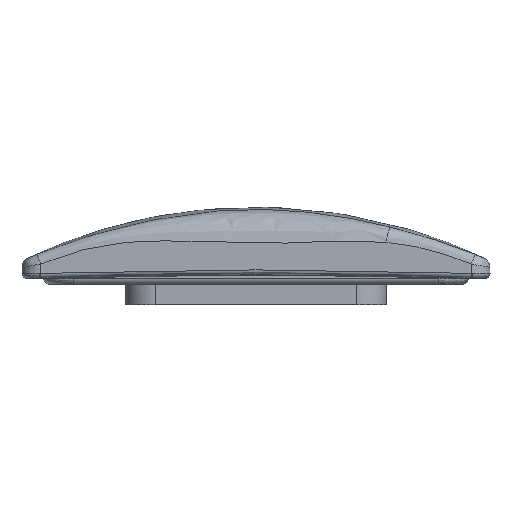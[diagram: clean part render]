
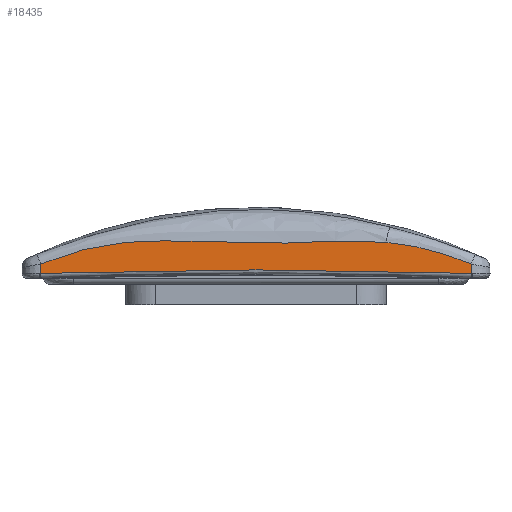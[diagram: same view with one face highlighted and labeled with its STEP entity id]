
A CAD part, left-side view. The second image highlights one B-rep face of the part: STEP entity #18435.
In plain terms, the highlighted planar face has unit normal (-1, 0, 0.026).
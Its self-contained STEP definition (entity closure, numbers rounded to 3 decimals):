
#59 = EDGE_CURVE ( 'NONE', #5446, #10677, #14870, .T. ) ;
#372 = VECTOR ( 'NONE', #14418, 1000. ) ;
#566 = B_SPLINE_CURVE_WITH_KNOTS ( 'NONE', 5,
 ( #15119, #8320, #12486, #3844, #13802, #5347, #15184, #6875, #16664, #8388, #18078, #9790, #983, #11206, #2422, #12547, #3916, #13861, #5419, #15249, #6944, #16724, #8455, #18145, #9854, #1052, #11258 ),
 .UNSPECIFIED., .F., .F.,
 ( 6, 3, 3, 3, 3, 3, 3, 3, 6 ),
 ( 0., 0.073, 0.188, 0.256, 0.413, 0.56, 0.705, 0.789, 1. ),
 .UNSPECIFIED. ) ;
#983 = CARTESIAN_POINT ( 'NONE',  ( -39.556, 16.074, 3.316 ) ) ;
#1052 = CARTESIAN_POINT ( 'NONE',  ( -39.557, -19.481, 3.288 ) ) ;
#1073 = AXIS2_PLACEMENT_3D ( 'NONE', #14806, #16272, #7996 ) ;
#2167 = CARTESIAN_POINT ( 'NONE',  ( -39.689, -21.905, -1.757 ) ) ;
#2422 = CARTESIAN_POINT ( 'NONE',  ( -39.562, 8.862, 3.067 ) ) ;
#2485 = CARTESIAN_POINT ( 'NONE',  ( -39.689, 21.905, -1.757 ) ) ;
#2682 = ORIENTED_EDGE ( 'NONE', *, *, #59, .F. ) ;
#3802 = EDGE_CURVE ( 'NONE', #5741, #17371, #6541, .T. ) ;
#3832 = ORIENTED_EDGE ( 'NONE', *, *, #11228, .F. ) ;
#3844 = CARTESIAN_POINT ( 'NONE',  ( -39.637, 34.291, 0.223 ) ) ;
#3916 = CARTESIAN_POINT ( 'NONE',  ( -39.568, 3.759, 2.835 ) ) ;
#5347 = CARTESIAN_POINT ( 'NONE',  ( -39.6, 30.074, 1.623 ) ) ;
#5419 = CARTESIAN_POINT ( 'NONE',  ( -39.57, -1.258, 2.792 ) ) ;
#5446 = VERTEX_POINT ( 'NONE', #8797 ) ;
#5582 = CARTESIAN_POINT ( 'NONE',  ( -39.66, -36.5, -0.646 ) ) ;
#5673 = CARTESIAN_POINT ( 'NONE',  ( -39.701, 36.5, -2.225 ) ) ;
#5741 = VERTEX_POINT ( 'NONE', #16631 ) ;
#6541 = B_SPLINE_CURVE_WITH_KNOTS ( 'NONE', 5,
 ( #11047, #11069, #11020, #11007, #10987, #10979, #10963, #10956, #10943 ),
 .UNSPECIFIED., .F., .F.,
 ( 6, 3, 6 ),
 ( 0., 0.389, 1. ),
 .UNSPECIFIED. ) ;
#6875 = CARTESIAN_POINT ( 'NONE',  ( -39.578, 26.514, 2.46 ) ) ;
#6944 = CARTESIAN_POINT ( 'NONE',  ( -39.565, -6.528, 2.964 ) ) ;
#7358 = CARTESIAN_POINT ( 'NONE',  ( -39.66, 36.5, -0.646 ) ) ;
#7817 = EDGE_CURVE ( 'NONE', #17371, #5446, #10662, .T. ) ;
#7996 = DIRECTION ( 'NONE',  ( -0.026, 0., -1. ) ) ;
#8153 = ORIENTED_EDGE ( 'NONE', *, *, #17733, .F. ) ;
#8320 = CARTESIAN_POINT ( 'NONE',  ( -39.652, 35.798, -0.362 ) ) ;
#8388 = CARTESIAN_POINT ( 'NONE',  ( -39.567, 23.449, 2.906 ) ) ;
#8455 = CARTESIAN_POINT ( 'NONE',  ( -39.56, -10.926, 3.174 ) ) ;
#8797 = CARTESIAN_POINT ( 'NONE',  ( -39.701, -36.5, -2.225 ) ) ;
#9505 = PLANE ( 'NONE',  #1073 ) ;
#9790 = CARTESIAN_POINT ( 'NONE',  ( -39.556, 17.97, 3.31 ) ) ;
#9854 = CARTESIAN_POINT ( 'NONE',  ( -39.555, -16.929, 3.365 ) ) ;
#9960 = EDGE_LOOP ( 'NONE', ( #17995, #14848, #8153, #3832, #2682 ) ) ;
#10543 = CARTESIAN_POINT ( 'NONE',  ( -39.701, -36.5, -2.225 ) ) ;
#10662 = LINE ( 'NONE', #14529, #372 ) ;
#10677 = VERTEX_POINT ( 'NONE', #16951 ) ;
#10943 = CARTESIAN_POINT ( 'NONE',  ( -39.66, -36.5, -0.646 ) ) ;
#10956 = CARTESIAN_POINT ( 'NONE',  ( -39.644, -35.009, -0.043 ) ) ;
#10963 = CARTESIAN_POINT ( 'NONE',  ( -39.627, -33.346, 0.599 ) ) ;
#10979 = CARTESIAN_POINT ( 'NONE',  ( -39.611, -31.604, 1.197 ) ) ;
#10987 = CARTESIAN_POINT ( 'NONE',  ( -39.589, -28.656, 2.032 ) ) ;
#11007 = CARTESIAN_POINT ( 'NONE',  ( -39.574, -25.607, 2.611 ) ) ;
#11020 = CARTESIAN_POINT ( 'NONE',  ( -39.57, -24.42, 2.793 ) ) ;
#11047 = CARTESIAN_POINT ( 'NONE',  ( -39.563, -22.04, 3.05 ) ) ;
#11069 = CARTESIAN_POINT ( 'NONE',  ( -39.566, -23.227, 2.939 ) ) ;
#11206 = CARTESIAN_POINT ( 'NONE',  ( -39.558, 12.436, 3.238 ) ) ;
#11228 = EDGE_CURVE ( 'NONE', #10677, #15616, #14431, .T. ) ;
#11258 = CARTESIAN_POINT ( 'NONE',  ( -39.563, -22.04, 3.05 ) ) ;
#11428 = FACE_OUTER_BOUND ( 'NONE', #9960, .T. ) ;
#11909 = CARTESIAN_POINT ( 'NONE',  ( -39.5, 36.5, 5.45 ) ) ;
#11926 = DIRECTION ( 'NONE',  ( 0.026, 0., 1. ) ) ;
#12486 = CARTESIAN_POINT ( 'NONE',  ( -39.645, 35.061, -0.071 ) ) ;
#12547 = CARTESIAN_POINT ( 'NONE',  ( -39.565, 7.145, 2.98 ) ) ;
#13802 = CARTESIAN_POINT ( 'NONE',  ( -39.618, 32.245, 0.961 ) ) ;
#13861 = CARTESIAN_POINT ( 'NONE',  ( -39.57, 0.4, 2.785 ) ) ;
#14418 = DIRECTION ( 'NONE',  ( -0.026, 0., -1. ) ) ;
#14431 = LINE ( 'NONE', #11909, #18459 ) ;
#14529 = CARTESIAN_POINT ( 'NONE',  ( -39.5, -36.5, 5.45 ) ) ;
#14742 = CARTESIAN_POINT ( 'NONE',  ( -39.683, -7.303, -1.523 ) ) ;
#14806 = CARTESIAN_POINT ( 'NONE',  ( -39.5, 60.95, 5.45 ) ) ;
#14848 = ORIENTED_EDGE ( 'NONE', *, *, #3802, .F. ) ;
#14870 = B_SPLINE_CURVE_WITH_KNOTS ( 'NONE', 5,
 ( #10543, #2167, #14742, #14970, #2485, #5673 ),
 .UNSPECIFIED., .F., .F.,
 ( 6, 6 ),
 ( 0., 1. ),
 .UNSPECIFIED. ) ;
#14970 = CARTESIAN_POINT ( 'NONE',  ( -39.683, 7.302, -1.523 ) ) ;
#15119 = CARTESIAN_POINT ( 'NONE',  ( -39.66, 36.5, -0.646 ) ) ;
#15184 = CARTESIAN_POINT ( 'NONE',  ( -39.591, 28.715, 1.98 ) ) ;
#15249 = CARTESIAN_POINT ( 'NONE',  ( -39.568, -3.885, 2.854 ) ) ;
#15616 = VERTEX_POINT ( 'NONE', #7358 ) ;
#16272 = DIRECTION ( 'NONE',  ( 1., 0., -0.026 ) ) ;
#16631 = CARTESIAN_POINT ( 'NONE',  ( -39.563, -22.04, 3.05 ) ) ;
#16664 = CARTESIAN_POINT ( 'NONE',  ( -39.569, 24.278, 2.799 ) ) ;
#16724 = CARTESIAN_POINT ( 'NONE',  ( -39.564, -7.497, 3.01 ) ) ;
#16951 = CARTESIAN_POINT ( 'NONE',  ( -39.701, 36.5, -2.225 ) ) ;
#17371 = VERTEX_POINT ( 'NONE', #5582 ) ;
#17733 = EDGE_CURVE ( 'NONE', #15616, #5741, #566, .T. ) ;
#17995 = ORIENTED_EDGE ( 'NONE', *, *, #7817, .F. ) ;
#18078 = CARTESIAN_POINT ( 'NONE',  ( -39.559, 20.702, 3.199 ) ) ;
#18145 = CARTESIAN_POINT ( 'NONE',  ( -39.556, -14.405, 3.32 ) ) ;
#18435 = ADVANCED_FACE ( 'NONE', ( #11428 ), #9505, .F. ) ;
#18459 = VECTOR ( 'NONE', #11926, 1000. ) ;
